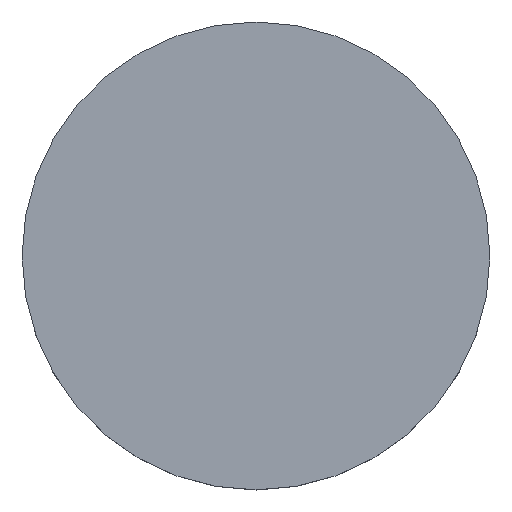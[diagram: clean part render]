
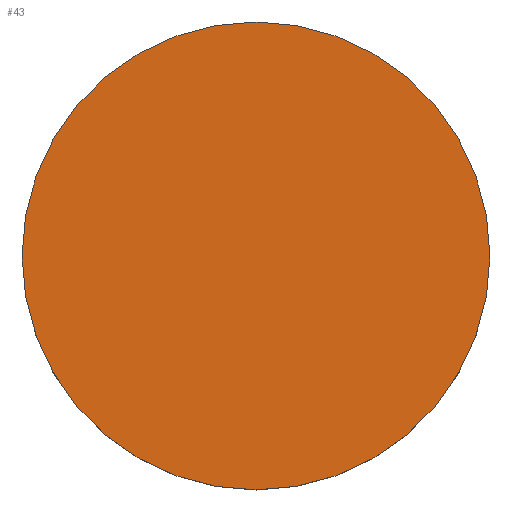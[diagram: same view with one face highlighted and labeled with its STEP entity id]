
A CAD part, top view. The second image highlights one B-rep face of the part: STEP entity #43.
In plain terms, the highlighted planar face has unit normal (0, 0, 1).
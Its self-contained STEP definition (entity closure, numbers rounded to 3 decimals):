
#19 = CIRCLE ( 'NONE', #130, 6.35 ) ;
#21 = VERTEX_POINT ( 'NONE', #196 ) ;
#24 = DIRECTION ( 'NONE',  ( 0., 0., -1. ) ) ;
#43 = ADVANCED_FACE ( 'NONE', ( #217 ), #180, .T. ) ;
#54 = EDGE_LOOP ( 'NONE', ( #183, #175 ) ) ;
#77 = CARTESIAN_POINT ( 'NONE',  ( 0., 13.158, 2.3 ) ) ;
#81 = CARTESIAN_POINT ( 'NONE',  ( 0., 0., 2.3 ) ) ;
#90 = AXIS2_PLACEMENT_3D ( 'NONE', #81, #224, #121 ) ;
#97 = EDGE_CURVE ( 'NONE', #21, #214, #181, .T. ) ;
#100 = DIRECTION ( 'NONE',  ( 1., 0., 0. ) ) ;
#121 = DIRECTION ( 'NONE',  ( 1., 0., 0. ) ) ;
#130 = AXIS2_PLACEMENT_3D ( 'NONE', #153, #24, #100 ) ;
#150 = CARTESIAN_POINT ( 'NONE',  ( 6.35, 0., 2.3 ) ) ;
#152 = EDGE_CURVE ( 'NONE', #214, #21, #19, .T. ) ;
#153 = CARTESIAN_POINT ( 'NONE',  ( 0., 0., 2.3 ) ) ;
#168 = DIRECTION ( 'NONE',  ( 0., 0., 1. ) ) ;
#172 = AXIS2_PLACEMENT_3D ( 'NONE', #77, #168, #179 ) ;
#175 = ORIENTED_EDGE ( 'NONE', *, *, #97, .F. ) ;
#179 = DIRECTION ( 'NONE',  ( 1., 0., 0. ) ) ;
#180 = PLANE ( 'NONE',  #172 ) ;
#181 = CIRCLE ( 'NONE', #90, 6.35 ) ;
#183 = ORIENTED_EDGE ( 'NONE', *, *, #152, .F. ) ;
#196 = CARTESIAN_POINT ( 'NONE',  ( -6.35, 0., 2.3 ) ) ;
#214 = VERTEX_POINT ( 'NONE', #150 ) ;
#217 = FACE_OUTER_BOUND ( 'NONE', #54, .T. ) ;
#224 = DIRECTION ( 'NONE',  ( 0., 0., -1. ) ) ;
